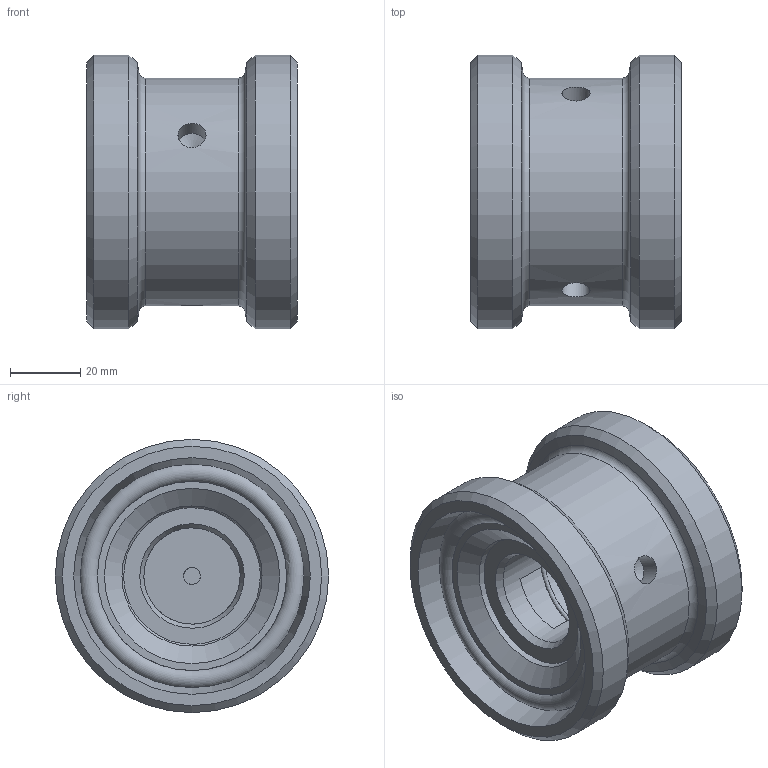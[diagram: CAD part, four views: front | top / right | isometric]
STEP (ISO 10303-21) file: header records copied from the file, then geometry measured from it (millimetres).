
FILE_DESCRIPTION(/* description */ (''),/* implementation_level */ '2;1');
FILE_NAME(/* name */ '62110050.stp',/* time_stamp */ '2016-03-18T09:28:35+01:00',/* author */ ('Struska'),/* organization */ ('BUPOSPOL'),/* preprocessor_version */ 'ST-DEVELOPER v15.6',/* originating_system */ 'Autodesk Inventor 2015',/* authorisation */ '');
FILE_SCHEMA (('CONFIG_CONTROL_DESIGN'));
Length unit declared in the file: millimetre
Products named in the file (1): 62110050
Bounding box: 60 x 78 x 78 mm (x, y, z)
Volume: 146383.2 mm3; surface area: 40812 mm2
Topology: 2 solids, 3 shells, 93 faces, 223 edges, 144 vertices
Faces by surface type: plane 35, cylinder 21, cone 16, bspline 12, torus 9
Full cylindrical faces by diameter (mm): 4.917 x1, 6 x1, 8 x3, 10.5 x1, 17.7 x1, 18 x1, 27.5 x1, 31.5 x1, 32 x1, 36 x1, 37.5 x1, 39 x1, 40 x1, 50 x1, 54 x2, 65 x1, 78 x2
Entity records: 4052 total; most frequent: CARTESIAN_POINT 2035, DIRECTION 392, ORIENTED_EDGE 320, AXIS2_PLACEMENT_3D 177, EDGE_CURVE 159, EDGE_LOOP 158, VERTEX_POINT 127, CIRCLE 95
